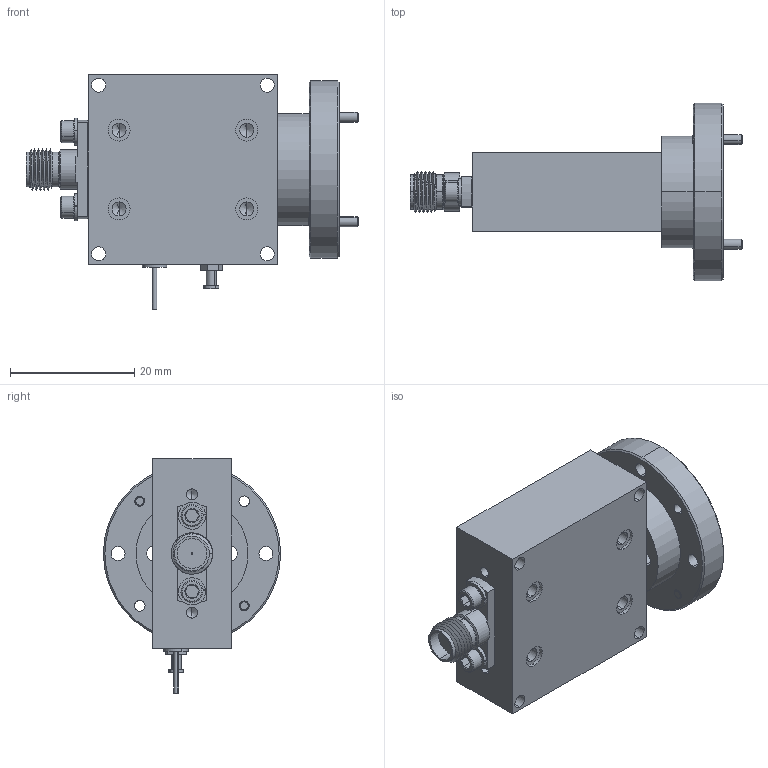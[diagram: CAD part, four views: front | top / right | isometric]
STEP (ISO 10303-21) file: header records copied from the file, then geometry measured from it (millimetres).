
FILE_DESCRIPTION (( 'STEP AP203' ), '1' );
FILE_NAME ('SBL-4036033080-VF19-E1.STEP', '2019-10-21T21:32:23', ( '' ), ( '' ), 'SwSTEP 2.0', 'SolidWorks 2016', '' );
FILE_SCHEMA (( 'CONFIG_CONTROL_DESIGN' ));
Products named in the file (1): SBL-4036033080-VF19-E1
Bounding box: 53.47 x 28.57 x 37.72 mm (x, y, z)
Volume: 12645 mm3; surface area: 10984.6 mm2
Topology: 19 solids, 19 shells, 1620 faces, 4265 edges, 2754 vertices
Faces by surface type: plane 664, bspline 523, cylinder 267, cone 164, torus 2
Entity records: 69913 total; most frequent: CARTESIAN_POINT 33569, ORIENTED_EDGE 8402, DIRECTION 5801, EDGE_CURVE 4201, VERTEX_POINT 2754, LINE 2349, VECTOR 2349, EDGE_LOOP 1811
